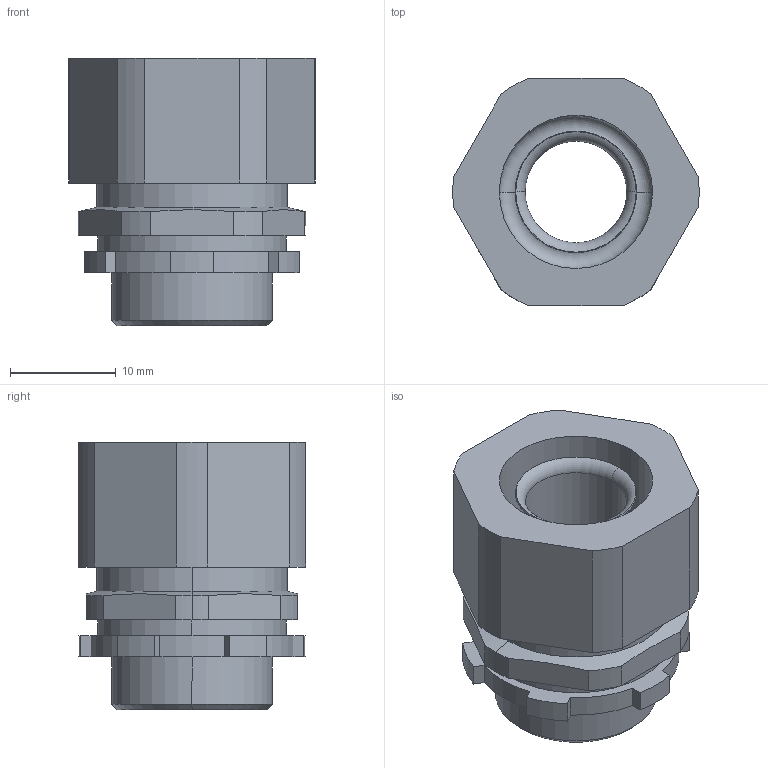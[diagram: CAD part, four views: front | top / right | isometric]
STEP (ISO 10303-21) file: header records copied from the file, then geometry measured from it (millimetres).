
FILE_DESCRIPTION (( 'STEP AP203' ), '1' );
FILE_NAME ('WNC-PG9_D10.STP', '2017-09-16T07:34:52', ( '微软用户' ), ( '微软中国' ), 'SwSTEP 2.0', 'SolidWorks 2012', '' );
FILE_SCHEMA (( 'CONFIG_CONTROL_DESIGN' ));
Length unit declared in the file: millimetre
Products named in the file (1): WNC-PG9_D10
Bounding box: 23.29 x 21.5 x 25.3 mm (x, y, z)
Volume: 5118.8 mm3; surface area: 4100.6 mm2
Topology: 1 solids, 2 shells, 91 faces, 228 edges, 145 vertices
Faces by surface type: cylinder 43, plane 32, torus 10, cone 6
Entity records: 2837 total; most frequent: DIRECTION 513, CARTESIAN_POINT 490, ORIENTED_EDGE 456, EDGE_CURVE 228, AXIS2_PLACEMENT_3D 199, VERTEX_POINT 145, VECTOR 115, LINE 115
